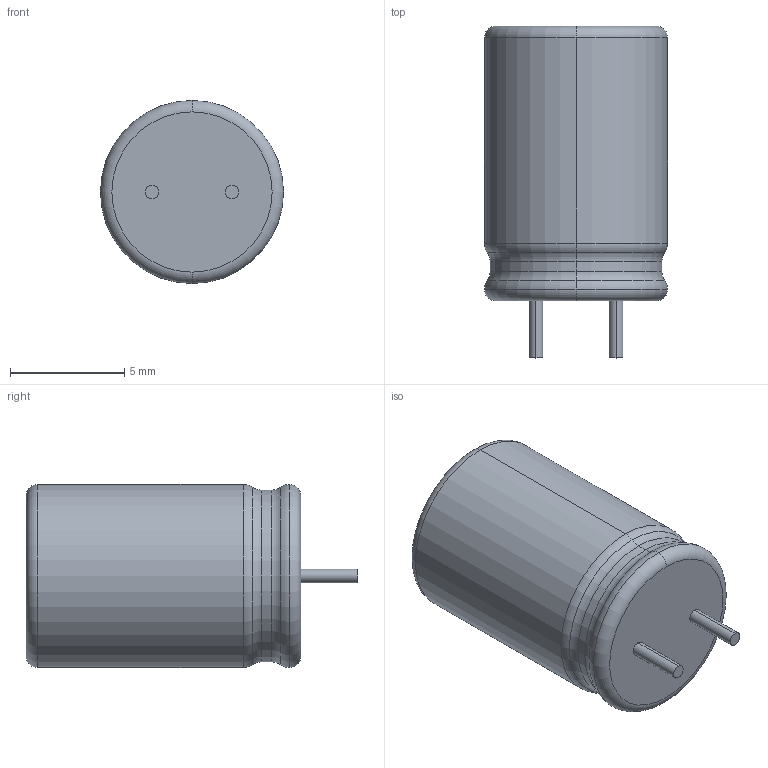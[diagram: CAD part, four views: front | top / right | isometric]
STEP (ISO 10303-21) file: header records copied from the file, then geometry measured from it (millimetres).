
FILE_DESCRIPTION (( 'STEP AP214' ), '1' );
FILE_NAME ('CircuitWorks-ELECTROLITIC CAPACITOR RADIAL 8X12.STEP', '2018-12-14T21:37:09', ( '' ), ( '' ), 'SwSTEP 2.0', 'SolidWorks 2018', '' );
FILE_SCHEMA (( 'AUTOMOTIVE_DESIGN' ));
Length unit declared in the file: millimetre
Products named in the file (1): CircuitWorks-ELECTROLITIC CAPACITOR RADIAL 8X12
Bounding box: 8 x 14.5 x 8 mm (x, y, z)
Volume: 591.9 mm3; surface area: 404.4 mm2
Topology: 1 solids, 1 shells, 37 faces, 79 edges, 48 vertices
Faces by surface type: plane 15, torus 12, cylinder 10
Entity records: 1235 total; most frequent: DIRECTION 197, CARTESIAN_POINT 165, ORIENTED_EDGE 158, AXIS2_PLACEMENT_3D 80, EDGE_CURVE 79, VERTEX_POINT 48, CIRCLE 42, EDGE_LOOP 41
